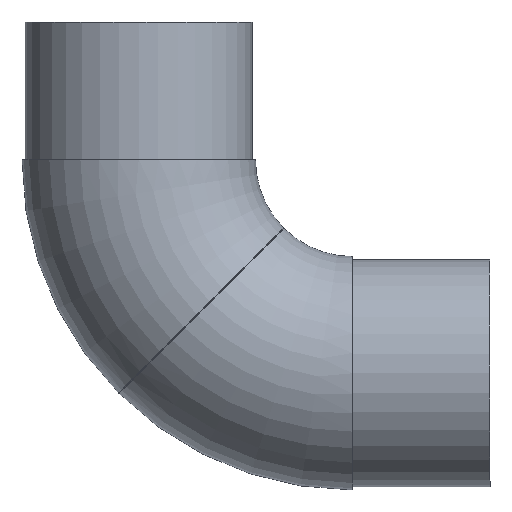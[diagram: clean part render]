
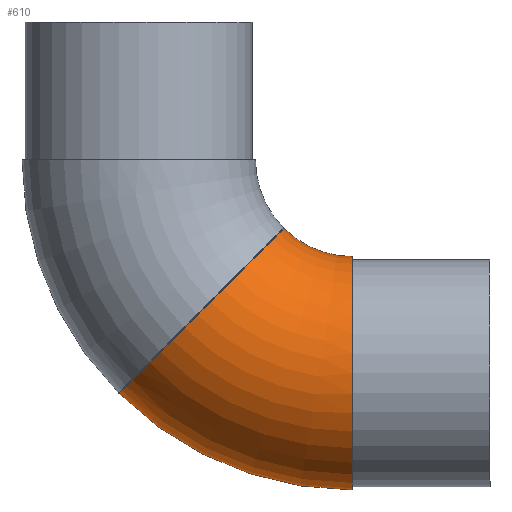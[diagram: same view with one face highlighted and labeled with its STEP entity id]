
A CAD part, front view. The second image highlights one B-rep face of the part: STEP entity #610.
In plain terms, the highlighted toroidal (fillet/blend) face has major radius 38.8 mm and minor radius 21.2 mm.
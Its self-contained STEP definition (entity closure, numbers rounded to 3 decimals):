
#14 = CARTESIAN_POINT ( 'NONE',  ( -5.605, -12.203, -1.801 ) ) ;
#18 = CARTESIAN_POINT ( 'NONE',  ( -8.246, -1.857, -4.442 ) ) ;
#28 = CARTESIAN_POINT ( 'NONE',  ( 20.259, -9.107, 24.064 ) ) ;
#37 = EDGE_LOOP ( 'NONE', ( #2088, #748, #2128, #897, #549 ) ) ;
#59 = CARTESIAN_POINT ( 'NONE',  ( 17.889, -14.107, 21.694 ) ) ;
#69 = EDGE_CURVE ( 'NONE', #1254, #1861, #864, .T. ) ;
#76 = CARTESIAN_POINT ( 'NONE',  ( 11.221, -20.253, 15.025 ) ) ;
#113 = CARTESIAN_POINT ( 'NONE',  ( 34.054, 0., -22. ) ) ;
#214 = CARTESIAN_POINT ( 'NONE',  ( -6.789, -9.303, -2.985 ) ) ;
#247 = CARTESIAN_POINT ( 'NONE',  ( 20.788, -7.233, 24.593 ) ) ;
#276 = CARTESIAN_POINT ( 'NONE',  ( 3.699, -20.818, 7.503 ) ) ;
#385 = VERTEX_POINT ( 'NONE', #1011 ) ;
#390 = DIRECTION ( 'NONE',  ( 0., 0., -1. ) ) ;
#414 = CARTESIAN_POINT ( 'NONE',  ( -7.355, -7.445, -3.551 ) ) ;
#440 = CARTESIAN_POINT ( 'NONE',  ( 13.818, -18.661, 17.623 ) ) ;
#441 = CIRCLE ( 'NONE', #1234, 17.6 ) ;
#469 = CARTESIAN_POINT ( 'NONE',  ( 2.779, -20.51, 6.584 ) ) ;
#471 = VERTEX_POINT ( 'NONE', #601 ) ;
#472 = DIRECTION ( 'NONE',  ( 0., -1., 0. ) ) ;
#481 = CARTESIAN_POINT ( 'NONE',  ( 15.044, -17.615, 18.849 ) ) ;
#549 = ORIENTED_EDGE ( 'NONE', *, *, #1062, .F. ) ;
#571 = CARTESIAN_POINT ( 'NONE',  ( 0.127, -19.073, 3.932 ) ) ;
#581 = CARTESIAN_POINT ( 'NONE',  ( 1.438, -19.868, 5.242 ) ) ;
#601 = CARTESIAN_POINT ( 'NONE',  ( -8.219, -2.228, -4.414 ) ) ;
#607 = CARTESIAN_POINT ( 'NONE',  ( -8.219, -2.228, -4.414 ) ) ;
#610 = ADVANCED_FACE ( 'NONE', ( #840 ), #1373, .T. ) ;
#619 = CARTESIAN_POINT ( 'NONE',  ( -3.392, -15.704, 0.412 ) ) ;
#648 = CARTESIAN_POINT ( 'NONE',  ( 9.829, -20.732, 13.634 ) ) ;
#674 = CARTESIAN_POINT ( 'NONE',  ( 18.201, -13.596, 22.006 ) ) ;
#704 = DIRECTION ( 'NONE',  ( 0., 0., -1. ) ) ;
#708 = EDGE_CURVE ( 'NONE', #859, #1254, #441, .T. ) ;
#748 = ORIENTED_EDGE ( 'NONE', *, *, #1003, .T. ) ;
#824 = CARTESIAN_POINT ( 'NONE',  ( -3.74, -15.243, 0.064 ) ) ;
#829 = CARTESIAN_POINT ( 'NONE',  ( -8.219, -2.228, -4.414 ) ) ;
#840 = FACE_OUTER_BOUND ( 'NONE', #37, .T. ) ;
#859 = VERTEX_POINT ( 'NONE', #957 ) ;
#864 = CIRCLE ( 'NONE', #1912, 21.2 ) ;
#865 = CARTESIAN_POINT ( 'NONE',  ( 19.064, -11.984, 22.869 ) ) ;
#872 = AXIS2_PLACEMENT_3D ( 'NONE', #2599, #2393, #390 ) ;
#881 = CARTESIAN_POINT ( 'NONE',  ( 16.911, -15.564, 20.716 ) ) ;
#895 = CARTESIAN_POINT ( 'NONE',  ( 12.112, -19.809, 15.916 ) ) ;
#897 = ORIENTED_EDGE ( 'NONE', *, *, #708, .F. ) ;
#957 = CARTESIAN_POINT ( 'NONE',  ( 21.679, 0., 25.485 ) ) ;
#997 = CARTESIAN_POINT ( 'NONE',  ( 34.054, 0., 20.4 ) ) ;
#1003 = EDGE_CURVE ( 'NONE', #385, #1861, #2552, .T. ) ;
#1011 = CARTESIAN_POINT ( 'NONE',  ( -8.302, 0., -4.497 ) ) ;
#1029 = CARTESIAN_POINT ( 'NONE',  ( 13.398, -18.97, 17.203 ) ) ;
#1042 = CARTESIAN_POINT ( 'NONE',  ( 9.362, -20.863, 13.166 ) ) ;
#1057 = CARTESIAN_POINT ( 'NONE',  ( 5.83, -21.168, 9.635 ) ) ;
#1062 = EDGE_CURVE ( 'NONE', #471, #859, #1846, .T. ) ;
#1069 = CARTESIAN_POINT ( 'NONE',  ( 34.054, 0., -0.8 ) ) ;
#1072 = CARTESIAN_POINT ( 'NONE',  ( 20.945, -6.591, 24.75 ) ) ;
#1086 = CARTESIAN_POINT ( 'NONE',  ( 5.118, -21.086, 8.923 ) ) ;
#1143 = B_SPLINE_CURVE_WITH_KNOTS ( 'NONE', 3,
 ( #1408, #2434, #1820, #18, #829 ),
 .UNSPECIFIED., .F., .F.,
 ( 4, 1, 4 ),
 ( 0., 0.001, 0.002 ),
 .UNSPECIFIED. ) ;
#1166 = AXIS2_PLACEMENT_3D ( 'NONE', #2474, #472, #2490 ) ;
#1211 = CARTESIAN_POINT ( 'NONE',  ( -6.993, -8.688, -3.189 ) ) ;
#1234 = AXIS2_PLACEMENT_3D ( 'NONE', #2330, #1356, #704 ) ;
#1239 = CARTESIAN_POINT ( 'NONE',  ( 18.789, -12.532, 22.595 ) ) ;
#1254 = VERTEX_POINT ( 'NONE', #997 ) ;
#1267 = CARTESIAN_POINT ( 'NONE',  ( 9.128, -20.92, 12.932 ) ) ;
#1280 = CARTESIAN_POINT ( 'NONE',  ( 21.679, 0., 25.485 ) ) ;
#1356 = DIRECTION ( 'NONE',  ( 0., -1., 0. ) ) ;
#1373 = TOROIDAL_SURFACE ( 'NONE', #1166, 38.8, 21.2 ) ;
#1381 = CARTESIAN_POINT ( 'NONE',  ( -4.719, -13.769, -0.915 ) ) ;
#1383 = EDGE_CURVE ( 'NONE', #385, #471, #1143, .T. ) ;
#1404 = CARTESIAN_POINT ( 'NONE',  ( -8.095, -3.57, -4.291 ) ) ;
#1408 = CARTESIAN_POINT ( 'NONE',  ( -8.302, 0., -4.497 ) ) ;
#1415 = CARTESIAN_POINT ( 'NONE',  ( -2.311, -17.007, 1.493 ) ) ;
#1564 = CARTESIAN_POINT ( 'NONE',  ( -4.406, -14.273, -0.601 ) ) ;
#1627 = CARTESIAN_POINT ( 'NONE',  ( 8.425, -21.068, 12.229 ) ) ;
#1661 = CARTESIAN_POINT ( 'NONE',  ( 10.063, -20.659, 13.868 ) ) ;
#1688 = CARTESIAN_POINT ( 'NONE',  ( 14.641, -17.984, 18.446 ) ) ;
#1778 = CARTESIAN_POINT ( 'NONE',  ( 0.997, -19.624, 4.801 ) ) ;
#1792 = CARTESIAN_POINT ( 'NONE',  ( -8.168, -2.901, -4.364 ) ) ;
#1816 = CARTESIAN_POINT ( 'NONE',  ( -6.123, -11.087, -2.319 ) ) ;
#1820 = CARTESIAN_POINT ( 'NONE',  ( -8.288, -1.116, -4.483 ) ) ;
#1829 = CARTESIAN_POINT ( 'NONE',  ( 21.322, -4.651, 25.127 ) ) ;
#1846 = B_SPLINE_CURVE_WITH_KNOTS ( 'NONE', 3,
 ( #607, #1792, #1404, #2430, #2215, #414, #1211, #214, #1816, #14, #1381, #1564, #824, #619, #1415, #1978, #2380, #571, #1778, #581, #469, #276, #2047, #1086, #2454, #1057, #2441, #1859, #1627, #1267, #1042, #648, #1661, #76, #895, #1029, #440, #1688, #481, #2074, #881, #59, #674, #1239, #865, #1886, #28, #247, #1072, #2471, #1829, #2485, #2501, #1280 ),
 .UNSPECIFIED., .F., .F.,
 ( 4, 2, 1, 2, 2, 2, 2, 2, 2, 2, 2, 2, 2, 2, 1, 2, 2, 2, 2, 2, 2, 2, 2, 2, 2, 2, 2, 4 ),
 ( 0.002, 0.004, 0.006, 0.008, 0.01, 0.014, 0.016, 0.018, 0.023, 0.025, 0.027, 0.031, 0.032, 0.033, 0.035, 0.037, 0.038, 0.039, 0.043, 0.045, 0.047, 0.051, 0.053, 0.055, 0.059, 0.061, 0.063, 0.067 ),
 .UNSPECIFIED. ) ;
#1859 = CARTESIAN_POINT ( 'NONE',  ( 7.485, -21.202, 11.289 ) ) ;
#1861 = VERTEX_POINT ( 'NONE', #113 ) ;
#1886 = CARTESIAN_POINT ( 'NONE',  ( 19.828, -10.294, 23.633 ) ) ;
#1912 = AXIS2_PLACEMENT_3D ( 'NONE', #1069, #2468, #2121 ) ;
#1978 = CARTESIAN_POINT ( 'NONE',  ( -1.538, -17.773, 2.266 ) ) ;
#2047 = CARTESIAN_POINT ( 'NONE',  ( 4.88, -21.048, 8.685 ) ) ;
#2074 = CARTESIAN_POINT ( 'NONE',  ( 16.2, -16.441, 20.005 ) ) ;
#2088 = ORIENTED_EDGE ( 'NONE', *, *, #1383, .F. ) ;
#2121 = DIRECTION ( 'NONE',  ( 0., 0., -1. ) ) ;
#2128 = ORIENTED_EDGE ( 'NONE', *, *, #69, .F. ) ;
#2215 = CARTESIAN_POINT ( 'NONE',  ( -7.673, -6.183, -3.869 ) ) ;
#2330 = CARTESIAN_POINT ( 'NONE',  ( 34.054, 0., 38. ) ) ;
#2380 = CARTESIAN_POINT ( 'NONE',  ( -0.301, -18.766, 3.504 ) ) ;
#2393 = DIRECTION ( 'NONE',  ( 0., -1., 0. ) ) ;
#2430 = CARTESIAN_POINT ( 'NONE',  ( -7.906, -4.885, -4.101 ) ) ;
#2434 = CARTESIAN_POINT ( 'NONE',  ( -8.302, -0.372, -4.497 ) ) ;
#2441 = CARTESIAN_POINT ( 'NONE',  ( 6.54, -21.21, 10.345 ) ) ;
#2454 = CARTESIAN_POINT ( 'NONE',  ( 5.593, -21.146, 9.398 ) ) ;
#2468 = DIRECTION ( 'NONE',  ( 1., 0., 0. ) ) ;
#2471 = CARTESIAN_POINT ( 'NONE',  ( 21.211, -5.301, 25.016 ) ) ;
#2474 = CARTESIAN_POINT ( 'NONE',  ( 34.054, 0., 38. ) ) ;
#2485 = CARTESIAN_POINT ( 'NONE',  ( 21.589, -2.685, 25.394 ) ) ;
#2490 = DIRECTION ( 'NONE',  ( -1., 0., 0. ) ) ;
#2501 = CARTESIAN_POINT ( 'NONE',  ( 21.679, -1.354, 25.485 ) ) ;
#2552 = CIRCLE ( 'NONE', #872, 60. ) ;
#2599 = CARTESIAN_POINT ( 'NONE',  ( 34.054, 0., 38. ) ) ;
